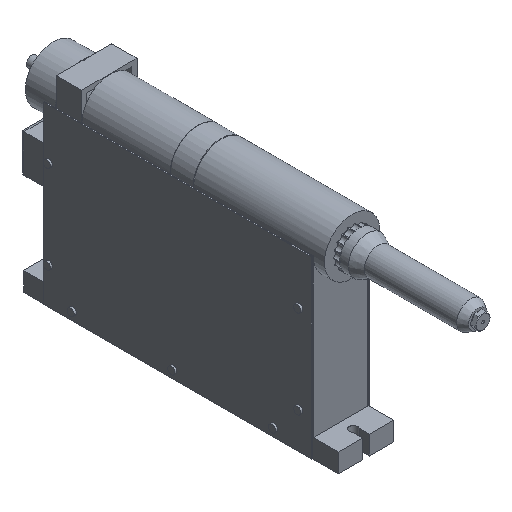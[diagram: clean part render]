
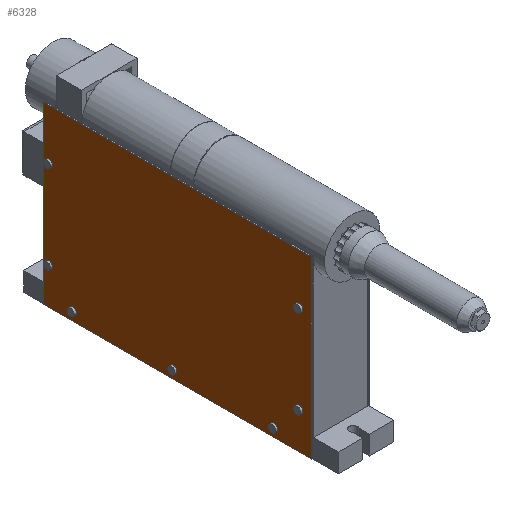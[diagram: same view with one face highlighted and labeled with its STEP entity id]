
A CAD part, isometric view. The second image highlights one B-rep face of the part: STEP entity #6328.
In plain terms, the highlighted planar face has unit normal (-1, 0, 0).
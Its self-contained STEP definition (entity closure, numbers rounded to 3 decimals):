
#198=FACE_BOUND('',#1055,.T.);
#199=FACE_BOUND('',#1056,.T.);
#200=FACE_BOUND('',#1057,.T.);
#201=FACE_BOUND('',#1058,.T.);
#202=FACE_BOUND('',#1059,.T.);
#203=FACE_BOUND('',#1060,.T.);
#204=FACE_BOUND('',#1061,.T.);
#259=CIRCLE('',#6878,2.85);
#260=CIRCLE('',#6879,2.85);
#341=CIRCLE('',#7078,2.85);
#342=CIRCLE('',#7079,2.85);
#343=CIRCLE('',#7080,2.85);
#344=CIRCLE('',#7081,2.85);
#345=CIRCLE('',#7082,2.85);
#346=CIRCLE('',#7083,2.85);
#347=CIRCLE('',#7084,2.85);
#348=CIRCLE('',#7085,2.85);
#349=CIRCLE('',#7086,2.85);
#350=CIRCLE('',#7087,2.85);
#351=CIRCLE('',#7088,2.85);
#352=CIRCLE('',#7089,2.85);
#680=FACE_OUTER_BOUND('',#1054,.T.);
#1054=EDGE_LOOP('',(#4888,#4889,#4890,#4891));
#1055=EDGE_LOOP('',(#4892,#4893));
#1056=EDGE_LOOP('',(#4894,#4895));
#1057=EDGE_LOOP('',(#4896,#4897));
#1058=EDGE_LOOP('',(#4898,#4899));
#1059=EDGE_LOOP('',(#4900,#4901));
#1060=EDGE_LOOP('',(#4902,#4903));
#1061=EDGE_LOOP('',(#4904,#4905));
#1611=LINE('',#10359,#2199);
#1612=LINE('',#10361,#2200);
#1613=LINE('',#10363,#2201);
#1614=LINE('',#10364,#2202);
#2199=VECTOR('',#8444,10.);
#2200=VECTOR('',#8445,10.);
#2201=VECTOR('',#8446,10.);
#2202=VECTOR('',#8447,10.);
#2576=VERTEX_POINT('',#9765);
#2577=VERTEX_POINT('',#9766);
#2768=VERTEX_POINT('',#10357);
#2769=VERTEX_POINT('',#10358);
#2770=VERTEX_POINT('',#10360);
#2771=VERTEX_POINT('',#10362);
#2772=VERTEX_POINT('',#10365);
#2773=VERTEX_POINT('',#10366);
#2774=VERTEX_POINT('',#10369);
#2775=VERTEX_POINT('',#10370);
#2776=VERTEX_POINT('',#10373);
#2777=VERTEX_POINT('',#10374);
#2778=VERTEX_POINT('',#10377);
#2779=VERTEX_POINT('',#10378);
#2780=VERTEX_POINT('',#10381);
#2781=VERTEX_POINT('',#10382);
#2782=VERTEX_POINT('',#10385);
#2783=VERTEX_POINT('',#10386);
#3250=EDGE_CURVE('',#2576,#2577,#259,.T.);
#3251=EDGE_CURVE('',#2577,#2576,#260,.T.);
#3538=EDGE_CURVE('',#2768,#2769,#1611,.T.);
#3539=EDGE_CURVE('',#2770,#2768,#1612,.T.);
#3540=EDGE_CURVE('',#2771,#2770,#1613,.T.);
#3541=EDGE_CURVE('',#2769,#2771,#1614,.T.);
#3542=EDGE_CURVE('',#2772,#2773,#341,.T.);
#3543=EDGE_CURVE('',#2773,#2772,#342,.T.);
#3544=EDGE_CURVE('',#2774,#2775,#343,.T.);
#3545=EDGE_CURVE('',#2775,#2774,#344,.T.);
#3546=EDGE_CURVE('',#2776,#2777,#345,.T.);
#3547=EDGE_CURVE('',#2777,#2776,#346,.T.);
#3548=EDGE_CURVE('',#2778,#2779,#347,.T.);
#3549=EDGE_CURVE('',#2779,#2778,#348,.T.);
#3550=EDGE_CURVE('',#2780,#2781,#349,.T.);
#3551=EDGE_CURVE('',#2781,#2780,#350,.T.);
#3552=EDGE_CURVE('',#2782,#2783,#351,.T.);
#3553=EDGE_CURVE('',#2783,#2782,#352,.T.);
#4888=ORIENTED_EDGE('',*,*,#3538,.F.);
#4889=ORIENTED_EDGE('',*,*,#3539,.F.);
#4890=ORIENTED_EDGE('',*,*,#3540,.F.);
#4891=ORIENTED_EDGE('',*,*,#3541,.F.);
#4892=ORIENTED_EDGE('',*,*,#3250,.T.);
#4893=ORIENTED_EDGE('',*,*,#3251,.T.);
#4894=ORIENTED_EDGE('',*,*,#3542,.T.);
#4895=ORIENTED_EDGE('',*,*,#3543,.T.);
#4896=ORIENTED_EDGE('',*,*,#3544,.T.);
#4897=ORIENTED_EDGE('',*,*,#3545,.T.);
#4898=ORIENTED_EDGE('',*,*,#3546,.T.);
#4899=ORIENTED_EDGE('',*,*,#3547,.T.);
#4900=ORIENTED_EDGE('',*,*,#3548,.T.);
#4901=ORIENTED_EDGE('',*,*,#3549,.T.);
#4902=ORIENTED_EDGE('',*,*,#3550,.T.);
#4903=ORIENTED_EDGE('',*,*,#3551,.T.);
#4904=ORIENTED_EDGE('',*,*,#3552,.T.);
#4905=ORIENTED_EDGE('',*,*,#3553,.T.);
#5811=PLANE('',#7077);
#6328=ADVANCED_FACE('',(#680,#198,#199,#200,#201,#202,#203,#204),#5811,
 .F.);
#6878=AXIS2_PLACEMENT_3D('',#9767,#7844,#7845);
#6879=AXIS2_PLACEMENT_3D('',#9768,#7846,#7847);
#7077=AXIS2_PLACEMENT_3D('',#10356,#8442,#8443);
#7078=AXIS2_PLACEMENT_3D('',#10367,#8448,#8449);
#7079=AXIS2_PLACEMENT_3D('',#10368,#8450,#8451);
#7080=AXIS2_PLACEMENT_3D('',#10371,#8452,#8453);
#7081=AXIS2_PLACEMENT_3D('',#10372,#8454,#8455);
#7082=AXIS2_PLACEMENT_3D('',#10375,#8456,#8457);
#7083=AXIS2_PLACEMENT_3D('',#10376,#8458,#8459);
#7084=AXIS2_PLACEMENT_3D('',#10379,#8460,#8461);
#7085=AXIS2_PLACEMENT_3D('',#10380,#8462,#8463);
#7086=AXIS2_PLACEMENT_3D('',#10383,#8464,#8465);
#7087=AXIS2_PLACEMENT_3D('',#10384,#8466,#8467);
#7088=AXIS2_PLACEMENT_3D('',#10387,#8468,#8469);
#7089=AXIS2_PLACEMENT_3D('',#10388,#8470,#8471);
#7844=DIRECTION('center_axis',(1.,0.,0.));
#7845=DIRECTION('ref_axis',(0.,0.,
-1.));
#7846=DIRECTION('center_axis',(1.,0.,0.));
#7847=DIRECTION('ref_axis',(0.,0.,
-1.));
#8442=DIRECTION('center_axis',(1.,0.,0.));
#8443=DIRECTION('ref_axis',(0.,-1.,0.));
#8444=DIRECTION('',(0.,1.,0.));
#8445=DIRECTION('',(0.,0.,-1.));
#8446=DIRECTION('',(0.,-1.,0.));
#8447=DIRECTION('',(0.,0.,1.));
#8448=DIRECTION('center_axis',(1.,0.,0.));
#8449=DIRECTION('ref_axis',(0.,0.,
-1.));
#8450=DIRECTION('center_axis',(1.,0.,0.));
#8451=DIRECTION('ref_axis',(0.,0.,
-1.));
#8452=DIRECTION('center_axis',(1.,0.,0.));
#8453=DIRECTION('ref_axis',(0.,0.,1.));
#8454=DIRECTION('center_axis',(1.,0.,0.));
#8455=DIRECTION('ref_axis',(0.,0.,1.));
#8456=DIRECTION('center_axis',(1.,0.,0.));
#8457=DIRECTION('ref_axis',(0.,0.,
-1.));
#8458=DIRECTION('center_axis',(1.,0.,0.));
#8459=DIRECTION('ref_axis',(0.,0.,
-1.));
#8460=DIRECTION('center_axis',(1.,0.,0.));
#8461=DIRECTION('ref_axis',(0.,0.,
1.));
#8462=DIRECTION('center_axis',(1.,0.,0.));
#8463=DIRECTION('ref_axis',(0.,0.,
1.));
#8464=DIRECTION('center_axis',(1.,0.,0.));
#8465=DIRECTION('ref_axis',(0.,0.,
-1.));
#8466=DIRECTION('center_axis',(1.,0.,0.));
#8467=DIRECTION('ref_axis',(0.,0.,
-1.));
#8468=DIRECTION('center_axis',(1.,0.,0.));
#8469=DIRECTION('ref_axis',(0.,0.,1.));
#8470=DIRECTION('center_axis',(1.,0.,0.));
#8471=DIRECTION('ref_axis',(0.,0.,1.));
#9765=CARTESIAN_POINT('',(-23.,209.,-112.85));
#9766=CARTESIAN_POINT('',(-23.,209.,-107.15));
#9767=CARTESIAN_POINT('Origin',(-23.,209.,-110.));
#9768=CARTESIAN_POINT('Origin',(-23.,209.,-110.));
#10356=CARTESIAN_POINT('Origin',(-23.,107.,-70.));
#10357=CARTESIAN_POINT('',(-23.,0.5,-139.5));
#10358=CARTESIAN_POINT('',(-23.,213.5,-139.5));
#10359=CARTESIAN_POINT('',(-23.,0.5,-139.5));
#10360=CARTESIAN_POINT('',(-23.,0.5,-0.5));
#10361=CARTESIAN_POINT('',(-23.,0.5,-0.5));
#10362=CARTESIAN_POINT('',(-23.,213.5,-0.5));
#10363=CARTESIAN_POINT('',(-23.,213.5,-0.5));
#10364=CARTESIAN_POINT('',(-23.,213.5,-139.5));
#10365=CARTESIAN_POINT('',(-23.,209.,-42.85));
#10366=CARTESIAN_POINT('',(-23.,209.,-37.15));
#10367=CARTESIAN_POINT('Origin',(-23.,209.,-40.));
#10368=CARTESIAN_POINT('Origin',(-23.,209.,-40.));
#10369=CARTESIAN_POINT('',(-23.,10.,-107.15));
#10370=CARTESIAN_POINT('',(-23.,10.,-112.85));
#10371=CARTESIAN_POINT('Origin',(-23.,10.,-110.));
#10372=CARTESIAN_POINT('Origin',(-23.,10.,-110.));
#10373=CARTESIAN_POINT('',(-23.,110.,-135.35));
#10374=CARTESIAN_POINT('',(-23.,110.,-129.65));
#10375=CARTESIAN_POINT('Origin',(-23.,110.,-132.5));
#10376=CARTESIAN_POINT('Origin',(-23.,110.,-132.5));
#10377=CARTESIAN_POINT('',(-23.,30.,-129.65));
#10378=CARTESIAN_POINT('',(-23.,30.,-135.35));
#10379=CARTESIAN_POINT('Origin',(-23.,30.,-132.5));
#10380=CARTESIAN_POINT('Origin',(-23.,30.,-132.5));
#10381=CARTESIAN_POINT('',(-23.,190.,-135.35));
#10382=CARTESIAN_POINT('',(-23.,190.,-129.65));
#10383=CARTESIAN_POINT('Origin',(-23.,190.,-132.5));
#10384=CARTESIAN_POINT('Origin',(-23.,190.,-132.5));
#10385=CARTESIAN_POINT('',(-23.,10.,-37.15));
#10386=CARTESIAN_POINT('',(-23.,10.,-42.85));
#10387=CARTESIAN_POINT('Origin',(-23.,10.,-40.));
#10388=CARTESIAN_POINT('Origin',(-23.,10.,-40.));
